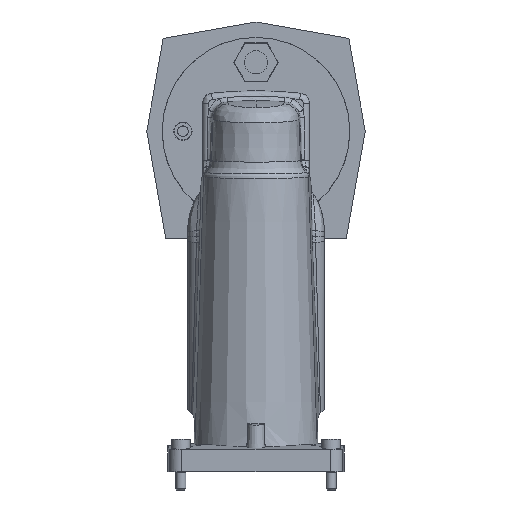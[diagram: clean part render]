
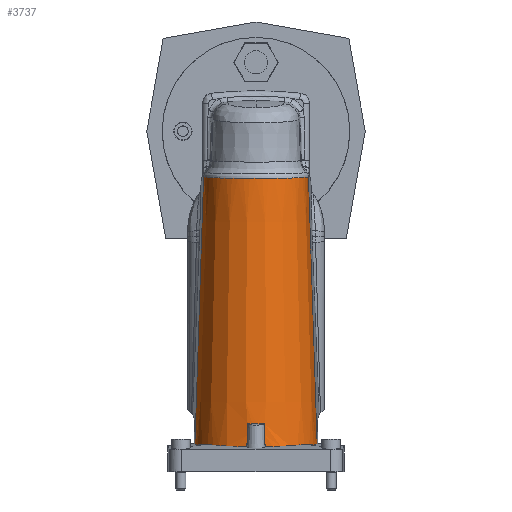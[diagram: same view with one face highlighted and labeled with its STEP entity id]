
A CAD part, front view. The second image highlights one B-rep face of the part: STEP entity #3737.
In plain terms, the highlighted conical face has half-angle 1.86 degrees and reference radius 30.25 mm.
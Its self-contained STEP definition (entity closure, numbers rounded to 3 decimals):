
#3096=(
BOUNDED_CURVE()
B_SPLINE_CURVE(1,(#14120,#14121,#14122),.UNSPECIFIED.,.F.,.F.)
B_SPLINE_CURVE_WITH_KNOTS((2,1,2),(0.,0.568,1.),
 .UNSPECIFIED.)
CURVE()
GEOMETRIC_REPRESENTATION_ITEM()
RATIONAL_B_SPLINE_CURVE((1.045,1.045,1.045))
REPRESENTATION_ITEM('')
);
#3098=CONICAL_SURFACE('',#10929,30.25,1.86);
#3635=ELLIPSE('',#10860,5281.652,67.868);
#3636=ELLIPSE('',#10862,5281.652,67.868);
#3650=ELLIPSE('',#10895,30.178,30.03);
#3652=ELLIPSE('',#10897,30.178,30.03);
#3657=ELLIPSE('',#10909,30.134,30.001);
#3659=ELLIPSE('',#10912,30.134,30.001);
#3666=ELLIPSE('',#10928,29.788,29.674);
#3737=ADVANCED_FACE('',(#4462),#3098,.T.);
#4462=FACE_OUTER_BOUND('',#4854,.T.);
#4854=EDGE_LOOP('',(#5822,#5823,#5824,#5825,#5826,#5827,#5828,#5829,#5830,
#5831));
#5385=B_SPLINE_CURVE_WITH_KNOTS('',3,(#14136,#14137,#14138,#14139,#14140,
#14141,#14142,#14143,#14144,#14145,#14146,#14147,#14148,#14149),
 .UNSPECIFIED.,.F.,.F.,(4,2,2,2,2,2,4),(0.,0.125,0.25,0.375,0.5,0.75,1.),
 .UNSPECIFIED.);
#5822=ORIENTED_EDGE('',*,*,#8640,.F.);
#5823=ORIENTED_EDGE('',*,*,#8619,.F.);
#5824=ORIENTED_EDGE('',*,*,#8547,.F.);
#5825=ORIENTED_EDGE('',*,*,#8675,.F.);
#5826=ORIENTED_EDGE('',*,*,#8545,.F.);
#5827=ORIENTED_EDGE('',*,*,#8617,.F.);
#5828=ORIENTED_EDGE('',*,*,#8638,.F.);
#5829=ORIENTED_EDGE('',*,*,#8567,.T.);
#5830=ORIENTED_EDGE('',*,*,#8676,.T.);
#5831=ORIENTED_EDGE('',*,*,#8670,.F.);
#7800=VERTEX_POINT('',#13644);
#7801=VERTEX_POINT('',#13646);
#7802=VERTEX_POINT('',#13650);
#7803=VERTEX_POINT('',#13651);
#7821=VERTEX_POINT('',#13702);
#7822=VERTEX_POINT('',#13704);
#7853=VERTEX_POINT('',#13853);
#7854=VERTEX_POINT('',#13857);
#7865=VERTEX_POINT('',#13955);
#7884=VERTEX_POINT('',#14123);
#8545=EDGE_CURVE('',#7800,#7801,#3635,.T.);
#8547=EDGE_CURVE('',#7802,#7803,#3636,.T.);
#8567=EDGE_CURVE('',#7822,#7821,#9636,.T.);
#8617=EDGE_CURVE('',#7853,#7800,#3650,.T.);
#8619=EDGE_CURVE('',#7803,#7854,#3652,.T.);
#8638=EDGE_CURVE('',#7822,#7853,#3657,.T.);
#8640=EDGE_CURVE('',#7854,#7865,#3659,.T.);
#8670=EDGE_CURVE('',#7865,#7884,#3096,.T.);
#8675=EDGE_CURVE('',#7801,#7802,#3666,.T.);
#8676=EDGE_CURVE('',#7821,#7884,#5385,.T.);
#9636=LINE('',#13703,#10258);
#10258=VECTOR('',#11618,1.);
#10860=AXIS2_PLACEMENT_3D('',#13645,#11588,#11589);
#10862=AXIS2_PLACEMENT_3D('',#13649,#11593,#11594);
#10895=AXIS2_PLACEMENT_3D('',#13854,#11703,#11704);
#10897=AXIS2_PLACEMENT_3D('',#13856,#11707,#11708);
#10909=AXIS2_PLACEMENT_3D('',#13951,#11735,#11736);
#10912=AXIS2_PLACEMENT_3D('',#13954,#11741,#11742);
#10928=AXIS2_PLACEMENT_3D('',#14135,#11780,#11781);
#10929=AXIS2_PLACEMENT_3D('',#14150,#11782,#11783);
#11588=DIRECTION('',(-0.999,0.035,-0.035));
#11589=DIRECTION('',(0.035,-0.001,-0.999));
#11593=DIRECTION('',(0.999,0.035,-0.035));
#11594=DIRECTION('',(-0.035,-0.001,-0.999));
#11618=DIRECTION('',(-0.032,0.001,0.999));
#11703=DIRECTION('',(0.,0.099,-0.995));
#11704=DIRECTION('',(0.,-0.995,-0.099));
#11707=DIRECTION('',(0.,0.099,-0.995));
#11708=DIRECTION('',(0.,-0.995,-0.099));
#11735=DIRECTION('',(-0.087,0.035,-0.996));
#11736=DIRECTION('',(0.924,-0.37,-0.094));
#11741=DIRECTION('',(0.087,0.035,-0.996));
#11742=DIRECTION('',(-0.924,-0.37,-0.094));
#11780=DIRECTION('',(0.,0.087,-0.996));
#11781=DIRECTION('',(0.,-0.996,-0.087));
#11782=DIRECTION('',(0.,0.,-1.));
#11783=DIRECTION('',(-1.,0.,0.));
#13644=CARTESIAN_POINT('',(4.488,-29.79,12.313));
#13645=CARTESIAN_POINT('',(171.273,-5.985,-4737.072));
#13646=CARTESIAN_POINT('',(4.103,-29.474,23.658));
#13649=CARTESIAN_POINT('',(-171.273,-5.985,-4737.072));
#13650=CARTESIAN_POINT('',(-4.103,-29.474,23.658));
#13651=CARTESIAN_POINT('',(-4.488,-29.79,12.313));
#13702=CARTESIAN_POINT('',(25.793,-0.901,145.294));
#13703=CARTESIAN_POINT('',(28.536,-0.997,60.75));
#13704=CARTESIAN_POINT('',(30.069,-1.05,13.518));
#13853=CARTESIAN_POINT('',(23.88,-18.306,13.454));
#13854=CARTESIAN_POINT('',(0.,-0.097,15.264));
#13856=CARTESIAN_POINT('',(0.,-0.097,15.264));
#13857=CARTESIAN_POINT('',(-23.88,-18.306,13.454));
#13951=CARTESIAN_POINT('',(0.085,-0.034,16.176));
#13954=CARTESIAN_POINT('',(-0.085,-0.034,16.176));
#13955=CARTESIAN_POINT('',(-30.069,-1.05,13.518));
#14120=CARTESIAN_POINT('',(-30.232,-1.056,8.5));
#14121=CARTESIAN_POINT('',(-26.841,-0.937,113.));
#14122=CARTESIAN_POINT('',(-24.259,-0.847,192.556));
#14123=CARTESIAN_POINT('',(-25.793,-0.901,145.294));
#14135=CARTESIAN_POINT('',(0.,-0.084,26.23));
#14136=CARTESIAN_POINT('',(25.793,-0.901,145.294));
#14137=CARTESIAN_POINT('',(25.68,-4.233,145.191));
#14138=CARTESIAN_POINT('',(24.913,-7.523,145.089));
#14139=CARTESIAN_POINT('',(22.238,-13.529,144.904));
#14140=CARTESIAN_POINT('',(20.296,-16.303,144.818));
#14141=CARTESIAN_POINT('',(15.565,-20.872,144.677));
#14142=CARTESIAN_POINT('',(12.732,-22.715,144.62));
#14143=CARTESIAN_POINT('',(6.619,-25.187,144.544));
#14144=CARTESIAN_POINT('',(3.319,-25.833,144.524));
#14145=CARTESIAN_POINT('',(-6.618,-25.835,144.524));
#14146=CARTESIAN_POINT('',(-13.171,-23.187,144.606));
#14147=CARTESIAN_POINT('',(-22.697,-13.981,144.89));
#14148=CARTESIAN_POINT('',(-25.567,-7.564,145.088));
#14149=CARTESIAN_POINT('',(-25.793,-0.901,145.294));
#14150=CARTESIAN_POINT('',(0.,0.,8.5));
